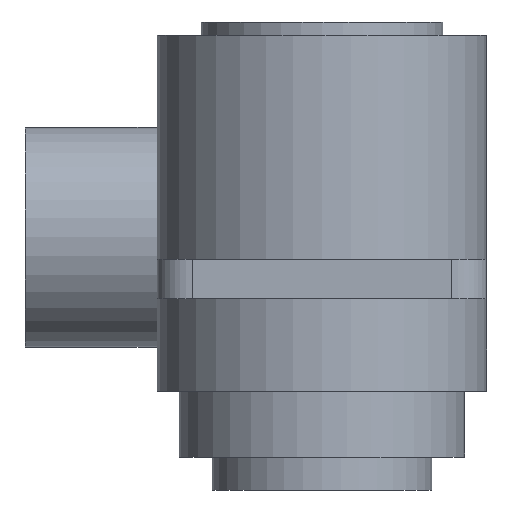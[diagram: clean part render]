
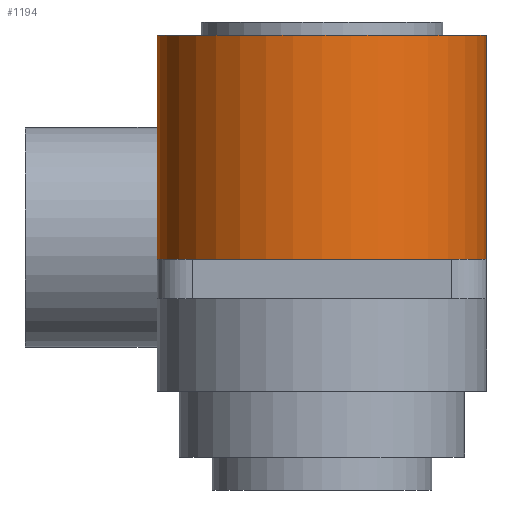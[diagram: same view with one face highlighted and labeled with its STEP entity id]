
A CAD part, front view. The second image highlights one B-rep face of the part: STEP entity #1194.
In plain terms, the highlighted cylindrical face has radius 75 mm (diameter 150 mm), a partial arc.
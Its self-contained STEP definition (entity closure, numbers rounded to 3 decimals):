
#61=LINE('',#1887,#121);
#62=LINE('',#1890,#122);
#121=VECTOR('',#1491,102.);
#122=VECTOR('',#1494,102.);
#261=FACE_OUTER_BOUND('',#337,.T.);
#337=EDGE_LOOP('',(#867,#868,#869,#870));
#486=CIRCLE('',#1285,75.);
#488=CIRCLE('',#1289,75.);
#579=VERTEX_POINT('',#1874);
#580=VERTEX_POINT('',#1875);
#583=VERTEX_POINT('',#1886);
#584=VERTEX_POINT('',#1888);
#700=EDGE_CURVE('',#579,#580,#486,.T.);
#706=EDGE_CURVE('',#580,#583,#61,.T.);
#707=EDGE_CURVE('',#583,#584,#488,.T.);
#708=EDGE_CURVE('',#579,#584,#62,.T.);
#867=ORIENTED_EDGE('',*,*,#700,.T.);
#868=ORIENTED_EDGE('',*,*,#706,.T.);
#869=ORIENTED_EDGE('',*,*,#707,.T.);
#870=ORIENTED_EDGE('',*,*,#708,.F.);
#1132=CYLINDRICAL_SURFACE('',#1288,75.);
#1194=ADVANCED_FACE('',(#261),#1132,.T.);
#1285=AXIS2_PLACEMENT_3D('',#1876,#1479,#1480);
#1288=AXIS2_PLACEMENT_3D('',#1885,#1489,#1490);
#1289=AXIS2_PLACEMENT_3D('',#1889,#1492,#1493);
#1479=DIRECTION('center_axis',(0.,0.,
1.));
#1480=DIRECTION('ref_axis',(-1.,0.,0.));
#1489=DIRECTION('center_axis',(0.,0.,1.));
#1490=DIRECTION('ref_axis',(-1.,0.,0.));
#1491=DIRECTION('',(0.,0.,1.));
#1492=DIRECTION('center_axis',(0.,0.,-1.));
#1493=DIRECTION('ref_axis',(-1.,0.,0.));
#1494=DIRECTION('',(0.,0.,1.));
#1874=CARTESIAN_POINT('',(-75.,0.,60.));
#1875=CARTESIAN_POINT('',(75.,0.,60.));
#1876=CARTESIAN_POINT('Origin',(0.,0.,60.));
#1885=CARTESIAN_POINT('Origin',(0.,0.,0.));
#1886=CARTESIAN_POINT('',(75.,0.,162.));
#1887=CARTESIAN_POINT('',(75.,0.,0.));
#1888=CARTESIAN_POINT('',(-75.,0.,162.));
#1889=CARTESIAN_POINT('Origin',(0.,0.,162.));
#1890=CARTESIAN_POINT('',(-75.,0.,0.));
